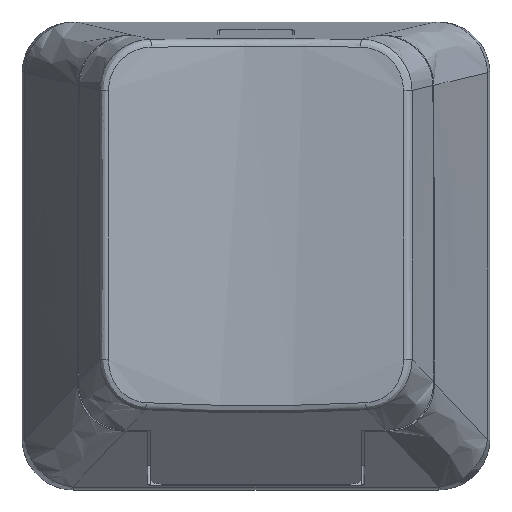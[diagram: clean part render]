
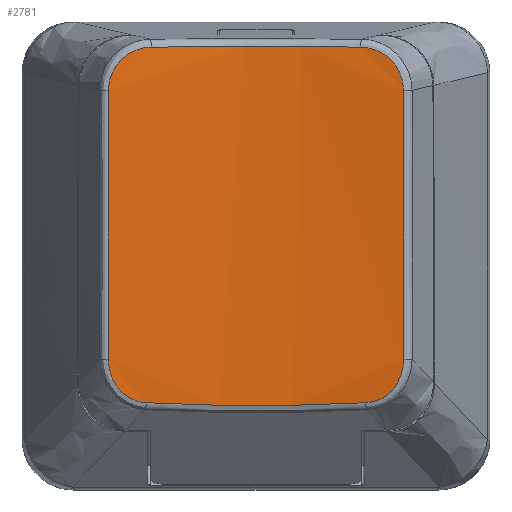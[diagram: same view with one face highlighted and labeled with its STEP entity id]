
A CAD part, top view. The second image highlights one B-rep face of the part: STEP entity #2781.
In plain terms, the highlighted free-form (B-spline) face has degree [1, 2] with [2, 3] control points.
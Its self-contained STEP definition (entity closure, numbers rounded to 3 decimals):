
#32=(
BOUNDED_SURFACE()
B_SPLINE_SURFACE(1,2,((#4553,#4554,#4555),(#4556,#4557,#4558)),
 .UNSPECIFIED.,.F.,.F.,.F.)
B_SPLINE_SURFACE_WITH_KNOTS((2,2),(3,3),(-0.36,0.061),
(-1.744,-1.397),.UNSPECIFIED.)
GEOMETRIC_REPRESENTATION_ITEM()
RATIONAL_B_SPLINE_SURFACE(((1.,0.985,1.),(1.,0.985,
1.)))
REPRESENTATION_ITEM('')
SURFACE()
);
#153=B_SPLINE_CURVE_WITH_KNOTS('',3,(#4339,#4340,#4341,#4342),
 .UNSPECIFIED.,.F.,.F.,(4,4),(0.,0.862),.UNSPECIFIED.);
#154=B_SPLINE_CURVE_WITH_KNOTS('',3,(#4370,#4371,#4372,#4373,#4374),
 .UNSPECIFIED.,.F.,.F.,(4,1,4),(0.,0.107,
0.249),.UNSPECIFIED.);
#155=B_SPLINE_CURVE_WITH_KNOTS('',3,(#4397,#4398,#4399,#4400),
 .UNSPECIFIED.,.F.,.F.,(4,4),(0.,1.044),
 .UNSPECIFIED.);
#156=B_SPLINE_CURVE_WITH_KNOTS('',3,(#4428,#4429,#4430,#4431,#4432),
 .UNSPECIFIED.,.F.,.F.,(4,1,4),(0.,0.114,
0.265),.UNSPECIFIED.);
#157=B_SPLINE_CURVE_WITH_KNOTS('',3,(#4455,#4456,#4457,#4458),
 .UNSPECIFIED.,.F.,.F.,(4,4),(0.,0.822),.UNSPECIFIED.);
#158=B_SPLINE_CURVE_WITH_KNOTS('',3,(#4486,#4487,#4488,#4489,#4490),
 .UNSPECIFIED.,.F.,.F.,(4,1,4),(0.,0.114,0.265),
 .UNSPECIFIED.);
#159=B_SPLINE_CURVE_WITH_KNOTS('',3,(#4513,#4514,#4515,#4516),
 .UNSPECIFIED.,.F.,.F.,(4,4),(0.,1.044),.UNSPECIFIED.);
#160=B_SPLINE_CURVE_WITH_KNOTS('',3,(#4547,#4548,#4549,#4550,#4551,#4552),
 .UNSPECIFIED.,.F.,.F.,(4,1,1,4),(0.,0.107,0.178,
0.249),.UNSPECIFIED.);
#405=FACE_OUTER_BOUND('',#574,.T.);
#574=EDGE_LOOP('',(#2037,#2038,#2039,#2040,#2041,#2042,#2043,#2044));
#1190=VERTEX_POINT('',#4335);
#1191=VERTEX_POINT('',#4337);
#1192=VERTEX_POINT('',#4368);
#1193=VERTEX_POINT('',#4395);
#1194=VERTEX_POINT('',#4426);
#1195=VERTEX_POINT('',#4453);
#1196=VERTEX_POINT('',#4484);
#1197=VERTEX_POINT('',#4511);
#1498=EDGE_CURVE('',#1191,#1190,#153,.T.);
#1500=EDGE_CURVE('',#1190,#1192,#154,.T.);
#1502=EDGE_CURVE('',#1192,#1193,#155,.T.);
#1504=EDGE_CURVE('',#1193,#1194,#156,.T.);
#1506=EDGE_CURVE('',#1194,#1195,#157,.T.);
#1508=EDGE_CURVE('',#1195,#1196,#158,.T.);
#1510=EDGE_CURVE('',#1196,#1197,#159,.T.);
#1511=EDGE_CURVE('',#1197,#1191,#160,.T.);
#2037=ORIENTED_EDGE('',*,*,#1498,.F.);
#2038=ORIENTED_EDGE('',*,*,#1511,.F.);
#2039=ORIENTED_EDGE('',*,*,#1510,.F.);
#2040=ORIENTED_EDGE('',*,*,#1508,.F.);
#2041=ORIENTED_EDGE('',*,*,#1506,.F.);
#2042=ORIENTED_EDGE('',*,*,#1504,.F.);
#2043=ORIENTED_EDGE('',*,*,#1502,.F.);
#2044=ORIENTED_EDGE('',*,*,#1500,.F.);
#2781=ADVANCED_FACE('',(#405),#32,.T.);
#4335=CARTESIAN_POINT('',(-4.259,-5.71,7.876));
#4337=CARTESIAN_POINT('',(4.259,-5.71,7.876));
#4339=CARTESIAN_POINT('Ctrl Pts',(4.259,-5.71,7.876));
#4340=CARTESIAN_POINT('Ctrl Pts',(1.438,-5.859,7.509));
#4341=CARTESIAN_POINT('Ctrl Pts',(-1.438,-5.859,7.509));
#4342=CARTESIAN_POINT('Ctrl Pts',(-4.259,-5.71,7.876));
#4368=CARTESIAN_POINT('',(-5.726,-4.029,8.128));
#4370=CARTESIAN_POINT('Ctrl Pts',(-4.259,-5.71,7.876));
#4371=CARTESIAN_POINT('Ctrl Pts',(-4.608,-5.691,7.922));
#4372=CARTESIAN_POINT('Ctrl Pts',(-5.407,-5.345,8.047));
#4373=CARTESIAN_POINT('Ctrl Pts',(-5.726,-4.504,8.12));
#4374=CARTESIAN_POINT('Ctrl Pts',(-5.726,-4.029,8.128));
#4395=CARTESIAN_POINT('',(-5.724,6.408,8.31));
#4397=CARTESIAN_POINT('Ctrl Pts',(-5.726,-4.029,8.128));
#4398=CARTESIAN_POINT('Ctrl Pts',(-5.725,-0.55,
8.189));
#4399=CARTESIAN_POINT('Ctrl Pts',(-5.724,2.929,8.25));
#4400=CARTESIAN_POINT('Ctrl Pts',(-5.724,6.408,8.31));
#4426=CARTESIAN_POINT('',(-4.062,8.092,8.092));
#4428=CARTESIAN_POINT('Ctrl Pts',(-5.724,6.408,8.31));
#4429=CARTESIAN_POINT('Ctrl Pts',(-5.723,6.787,8.317));
#4430=CARTESIAN_POINT('Ctrl Pts',(-5.418,7.673,8.276));
#4431=CARTESIAN_POINT('Ctrl Pts',(-4.558,8.087,8.153));
#4432=CARTESIAN_POINT('Ctrl Pts',(-4.062,8.092,8.092));
#4453=CARTESIAN_POINT('',(4.062,8.092,8.092));
#4455=CARTESIAN_POINT('Ctrl Pts',(-4.062,8.092,8.092));
#4456=CARTESIAN_POINT('Ctrl Pts',(-1.368,8.121,7.761));
#4457=CARTESIAN_POINT('Ctrl Pts',(1.368,8.121,7.761));
#4458=CARTESIAN_POINT('Ctrl Pts',(4.062,8.092,8.092));
#4484=CARTESIAN_POINT('',(5.724,6.408,8.31));
#4486=CARTESIAN_POINT('Ctrl Pts',(4.062,8.092,8.092));
#4487=CARTESIAN_POINT('Ctrl Pts',(4.434,8.088,8.138));
#4488=CARTESIAN_POINT('Ctrl Pts',(5.304,7.787,8.258));
#4489=CARTESIAN_POINT('Ctrl Pts',(5.723,6.913,8.319));
#4490=CARTESIAN_POINT('Ctrl Pts',(5.724,6.408,8.31));
#4511=CARTESIAN_POINT('',(5.726,-4.029,8.128));
#4513=CARTESIAN_POINT('Ctrl Pts',(5.724,6.408,8.31));
#4514=CARTESIAN_POINT('Ctrl Pts',(5.724,2.929,8.25));
#4515=CARTESIAN_POINT('Ctrl Pts',(5.725,-0.55,8.189));
#4516=CARTESIAN_POINT('Ctrl Pts',(5.726,-4.029,8.128));
#4547=CARTESIAN_POINT('Ctrl Pts',(5.726,-4.029,8.128));
#4548=CARTESIAN_POINT('Ctrl Pts',(5.726,-4.385,8.122));
#4549=CARTESIAN_POINT('Ctrl Pts',(5.561,-4.982,8.082));
#4550=CARTESIAN_POINT('Ctrl Pts',(4.952,-5.564,7.974));
#4551=CARTESIAN_POINT('Ctrl Pts',(4.492,-5.697,7.906));
#4552=CARTESIAN_POINT('Ctrl Pts',(4.259,-5.71,7.876));
#4553=CARTESIAN_POINT('Ctrl Pts',(5.726,-5.839,8.097));
#4554=CARTESIAN_POINT('Ctrl Pts',(0.,-5.822,
7.095));
#4555=CARTESIAN_POINT('Ctrl Pts',(-5.726,-5.839,8.097));
#4556=CARTESIAN_POINT('Ctrl Pts',(5.726,8.111,8.34));
#4557=CARTESIAN_POINT('Ctrl Pts',(0.,8.129,
7.339));
#4558=CARTESIAN_POINT('Ctrl Pts',(-5.726,8.111,8.34));
